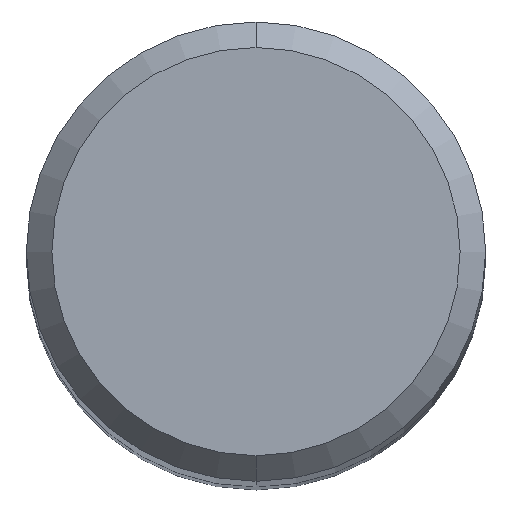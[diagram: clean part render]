
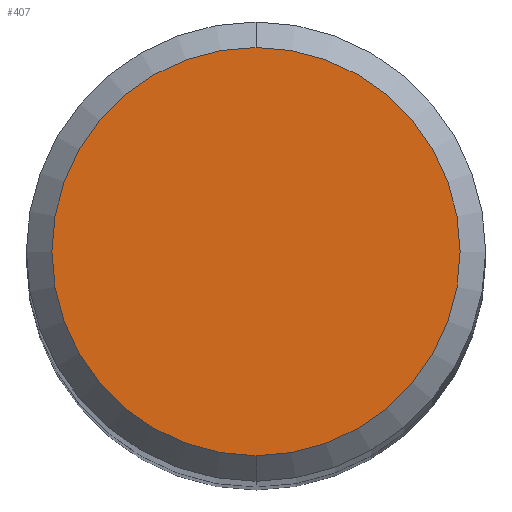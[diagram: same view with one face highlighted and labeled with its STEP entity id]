
A CAD part, top view. The second image highlights one B-rep face of the part: STEP entity #407.
In plain terms, the highlighted planar face has unit normal (0, 0, 1).
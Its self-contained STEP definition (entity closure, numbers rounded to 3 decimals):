
#219=VERTEX_POINT('',#502);
#269=EDGE_CURVE('',#219,#383,#555,.T.);
#273=EDGE_CURVE('',#383,#219,#559,.T.);
#383=VERTEX_POINT('',#680);
#407=ADVANCED_FACE('',(#707),#708,.T.);
#502=CARTESIAN_POINT('',(0.,-4.0,0.0));
#555=CIRCLE('',#1000,4.0);
#559=CIRCLE('',#1007,4.0);
#680=CARTESIAN_POINT('',(0.0,4.0,0.0));
#707=FACE_OUTER_BOUND('',#1332,.T.);
#708=PLANE('',#1333);
#1000=AXIS2_PLACEMENT_3D('',#1474,#1475,#1476);
#1007=AXIS2_PLACEMENT_3D('',#1478,#1479,#1480);
#1332=EDGE_LOOP('',(#1652,#1653));
#1333=AXIS2_PLACEMENT_3D('',#1654,#1655,#1656);
#1474=CARTESIAN_POINT('',(0.0,0.0,0.0));
#1475=DIRECTION('',(0.0,0.0,-1.0));
#1476=DIRECTION('',(0.0,1.0,0.0));
#1478=CARTESIAN_POINT('',(0.0,0.0,0.0));
#1479=DIRECTION('',(0.0,0.0,-1.0));
#1480=DIRECTION('',(0.0,1.0,0.0));
#1652=ORIENTED_EDGE('',*,*,#273,.F.);
#1653=ORIENTED_EDGE('',*,*,#269,.F.);
#1654=CARTESIAN_POINT('',(0.0,2.0,0.0));
#1655=DIRECTION('',(-0.0,0.0,1.0));
#1656=DIRECTION('',(0.0,-1.0,0.0));
